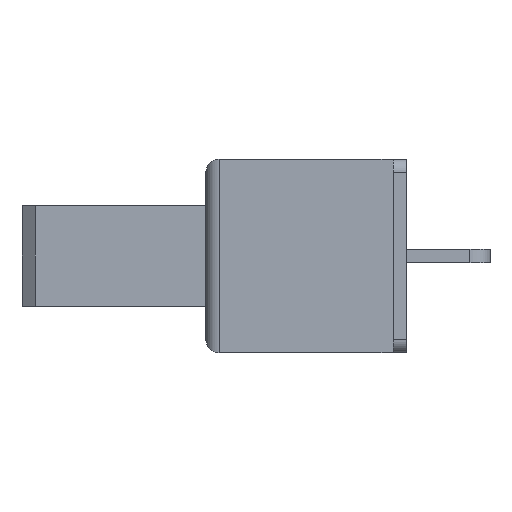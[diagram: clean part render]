
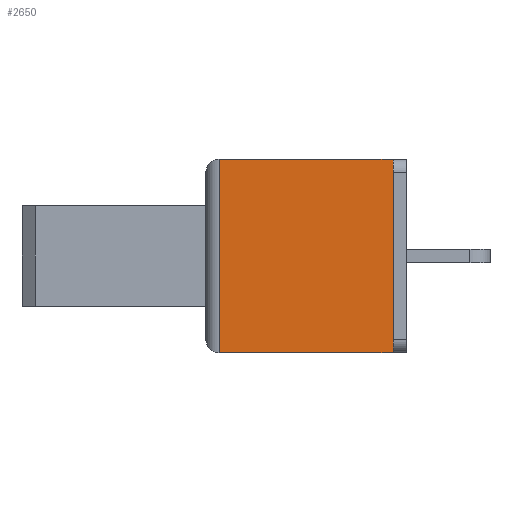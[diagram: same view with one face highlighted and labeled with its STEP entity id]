
A CAD part, left-side view. The second image highlights one B-rep face of the part: STEP entity #2650.
In plain terms, the highlighted planar face has unit normal (-1, 0, 0).
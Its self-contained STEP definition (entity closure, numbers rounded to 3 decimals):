
#267=FACE_OUTER_BOUND('',#422,.T.);
#422=EDGE_LOOP('',(#2395,#2396,#2397,#2398));
#675=LINE('',#4224,#980);
#684=LINE('',#4243,#989);
#691=LINE('',#4256,#996);
#722=LINE('',#4341,#1027);
#980=VECTOR('',#3428,5.8);
#989=VECTOR('',#3443,5.2);
#996=VECTOR('',#3456,5.2);
#1027=VECTOR('',#3549,5.8);
#1234=VERTEX_POINT('',#4203);
#1238=VERTEX_POINT('',#4215);
#1247=VERTEX_POINT('',#4241);
#1250=VERTEX_POINT('',#4255);
#1583=EDGE_CURVE('',#1234,#1238,#675,.T.);
#1593=EDGE_CURVE('',#1247,#1234,#684,.T.);
#1600=EDGE_CURVE('',#1250,#1238,#691,.T.);
#1642=EDGE_CURVE('',#1247,#1250,#722,.T.);
#2395=ORIENTED_EDGE('',*,*,#1583,.F.);
#2396=ORIENTED_EDGE('',*,*,#1593,.F.);
#2397=ORIENTED_EDGE('',*,*,#1642,.T.);
#2398=ORIENTED_EDGE('',*,*,#1600,.T.);
#2512=PLANE('',#2871);
#2650=ADVANCED_FACE('',(#267),#2512,.T.);
#2871=AXIS2_PLACEMENT_3D('',#4362,#3577,#3578);
#3428=DIRECTION('',(0.,0.,1.));
#3443=DIRECTION('',(0.,1.,0.));
#3456=DIRECTION('',(0.,1.,0.));
#3549=DIRECTION('',(0.,0.,1.));
#3577=DIRECTION('center_axis',(-1.,0.,0.));
#3578=DIRECTION('ref_axis',(0.,0.,1.));
#4203=CARTESIAN_POINT('',(-6.4,5.6,-2.9));
#4215=CARTESIAN_POINT('',(-6.4,5.6,2.9));
#4224=CARTESIAN_POINT('',(-6.4,5.6,-2.9));
#4241=CARTESIAN_POINT('',(-6.4,0.4,-2.9));
#4243=CARTESIAN_POINT('',(-6.4,0.4,-2.9));
#4255=CARTESIAN_POINT('',(-6.4,0.4,2.9));
#4256=CARTESIAN_POINT('',(-6.4,0.4,2.9));
#4341=CARTESIAN_POINT('',(-6.4,0.4,-2.9));
#4362=CARTESIAN_POINT('Origin',(-6.4,0.,-2.9));
